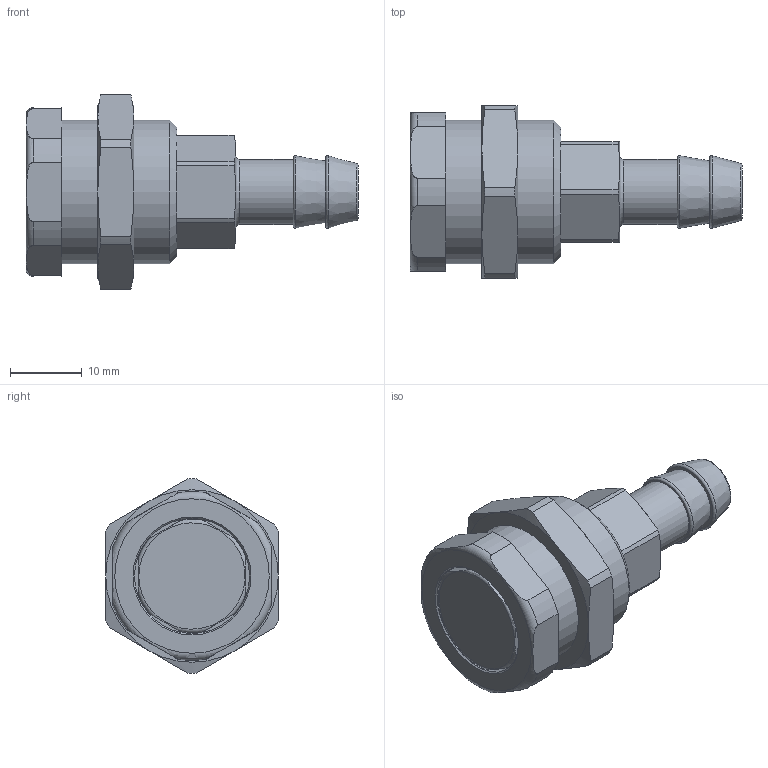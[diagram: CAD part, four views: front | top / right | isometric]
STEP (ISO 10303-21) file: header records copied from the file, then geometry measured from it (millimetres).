
FILE_DESCRIPTION((''),'2;1');
FILE_NAME('21kbte09mpn.stp','2014-09-22T07:40:39',('MS049480'),(''),'Autodesk Inventor 2013','Autodesk Inventor 2013','');
FILE_SCHEMA(('AUTOMOTIVE_DESIGN { 1 0 10303 214 1 1 1 1 }'));
Length unit declared in the file: millimetre
Products named in the file (1): D111914
Bounding box: 46.2 x 24 x 27.05 mm (x, y, z)
Volume: 9334.4 mm3; surface area: 5814.4 mm2
Topology: 1 solids, 5 shells, 137 faces, 312 edges, 200 vertices
Faces by surface type: cylinder 45, plane 44, cone 39, torus 9
Full cylindrical faces by diameter (mm): 9.05 x1, 10.4 x1, 10.45 x1, 10.518 x1, 10.7 x1, 11.4 x1, 12 x2, 14 x2, 14.4 x1, 14.75 x1, 16 x1, 16.2 x1, 20 x2
Entity records: 4385 total; most frequent: CARTESIAN_POINT 1470, DIRECTION 580, ORIENTED_EDGE 516, AXIS2_PLACEMENT_3D 260, EDGE_CURVE 258, EDGE_LOOP 200, VERTEX_POINT 186, FACE_OUTER_BOUND 137
